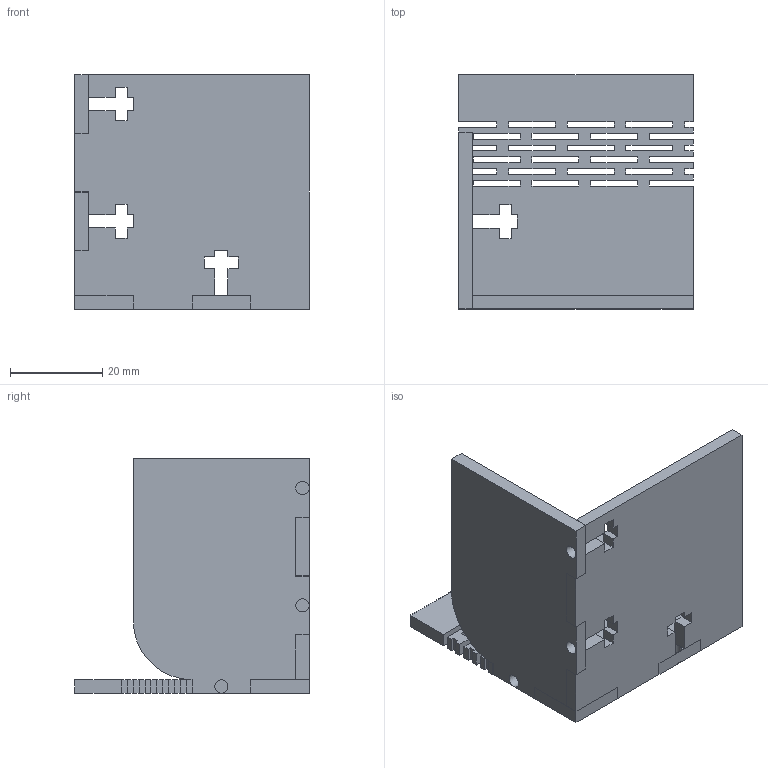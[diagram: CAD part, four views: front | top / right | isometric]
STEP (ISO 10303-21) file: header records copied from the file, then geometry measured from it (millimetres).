
FILE_DESCRIPTION(/* description */ (''),/* implementation_level */ '2;1');
FILE_NAME(/* name */ 'Assembly.stp',/* time_stamp */ '2019-05-21T10:50:02-05:00',/* author */ ('markg'),/* organization */ (''),/* preprocessor_version */ 'ST-DEVELOPER v16.5',/* originating_system */ 'Autodesk Inventor 2017',/* authorisation */ '');
FILE_SCHEMA (('AUTOMOTIVE_DESIGN { 1 0 10303 214 3 1 1 }'));
Length unit declared in the file: inch
Products named in the file (4): Assembly; base; side1; side2+hinge
Assembly tree (3 placements, depth 2):
  Assembly
    base
    side1
    side2+hinge
Bounding box: 50.8 x 50.8 x 50.8 mm (x, y, z)
Volume: 18315.7 mm3; surface area: 16164.5 mm2
Topology: 3 solids, 3 shells, 222 faces, 648 edges, 432 vertices
Faces by surface type: plane 217, cylinder 5
Full cylindrical faces by diameter (mm): 2.87 x4
Entity records: 7382 total; most frequent: CARTESIAN_POINT 1305, ORIENTED_EDGE 1288, DIRECTION 1112, EDGE_CURVE 644, LINE 634, VECTOR 634, VERTEX_POINT 432, EDGE_LOOP 270
